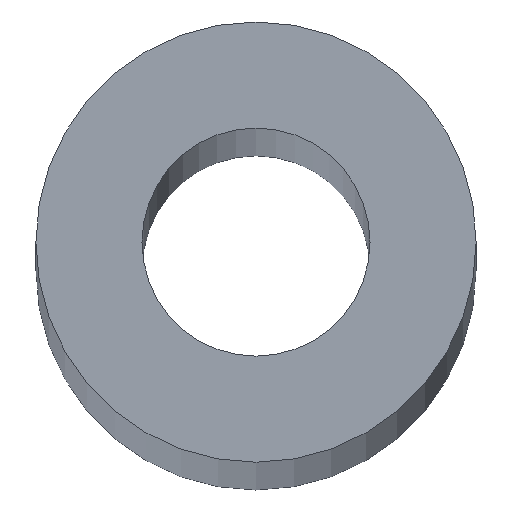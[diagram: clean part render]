
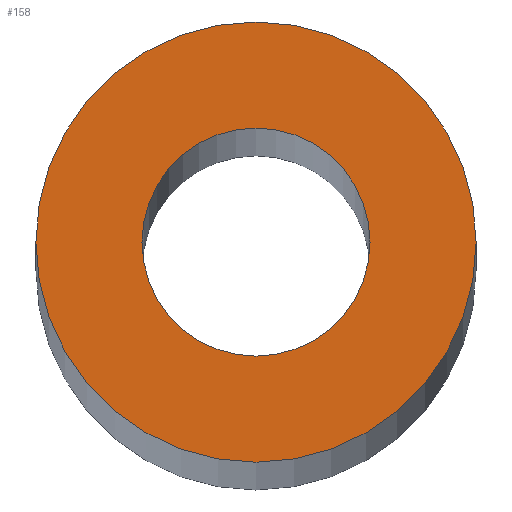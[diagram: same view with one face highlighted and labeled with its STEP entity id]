
A CAD part, top view. The second image highlights one B-rep face of the part: STEP entity #158.
In plain terms, the highlighted planar face has unit normal (0, 0, 1).
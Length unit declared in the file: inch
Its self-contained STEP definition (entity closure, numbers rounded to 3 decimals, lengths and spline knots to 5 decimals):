
#3 = CIRCLE ( 'NONE', #127, 0.249 ) ;
#10 = VERTEX_POINT ( 'NONE', #211 ) ;
#29 = DIRECTION ( 'NONE',  ( 0., 0., 1. ) ) ;
#32 = PLANE ( 'NONE',  #143 ) ;
#35 = ORIENTED_EDGE ( 'NONE', *, *, #189, .T. ) ;
#39 = ORIENTED_EDGE ( 'NONE', *, *, #173, .T. ) ;
#41 = EDGE_LOOP ( 'NONE', ( #65, #42 ) ) ;
#42 = ORIENTED_EDGE ( 'NONE', *, *, #219, .F. ) ;
#46 = DIRECTION ( 'NONE',  ( 0., 0., 1. ) ) ;
#49 = VERTEX_POINT ( 'NONE', #196 ) ;
#52 = DIRECTION ( 'NONE',  ( 1., 0., 0. ) ) ;
#57 = CARTESIAN_POINT ( 'NONE',  ( 0., 0., 9. ) ) ;
#65 = ORIENTED_EDGE ( 'NONE', *, *, #212, .F. ) ;
#70 = EDGE_LOOP ( 'NONE', ( #35, #39 ) ) ;
#71 = DIRECTION ( 'NONE',  ( 1., 0., 0. ) ) ;
#72 = VERTEX_POINT ( 'NONE', #96 ) ;
#96 = CARTESIAN_POINT ( 'NONE',  ( -0.129, 0., 9. ) ) ;
#101 = AXIS2_PLACEMENT_3D ( 'NONE', #133, #29, #154 ) ;
#109 = DIRECTION ( 'NONE',  ( 0., 0., 1. ) ) ;
#113 = CIRCLE ( 'NONE', #116, 0.129 ) ;
#116 = AXIS2_PLACEMENT_3D ( 'NONE', #153, #46, #172 ) ;
#120 = CARTESIAN_POINT ( 'NONE',  ( 0., 0., 9. ) ) ;
#127 = AXIS2_PLACEMENT_3D ( 'NONE', #57, #174, #71 ) ;
#131 = VERTEX_POINT ( 'NONE', #147 ) ;
#133 = CARTESIAN_POINT ( 'NONE',  ( 0., 0., 9. ) ) ;
#143 = AXIS2_PLACEMENT_3D ( 'NONE', #120, #157, #52 ) ;
#145 = CIRCLE ( 'NONE', #101, 0.129 ) ;
#147 = CARTESIAN_POINT ( 'NONE',  ( 0.129, 0., 9. ) ) ;
#148 = CIRCLE ( 'NONE', #150, 0.249 ) ;
#150 = AXIS2_PLACEMENT_3D ( 'NONE', #205, #109, #220 ) ;
#153 = CARTESIAN_POINT ( 'NONE',  ( 0., 0., 9. ) ) ;
#154 = DIRECTION ( 'NONE',  ( 1., 0., 0. ) ) ;
#157 = DIRECTION ( 'NONE',  ( 0., 0., 1. ) ) ;
#158 = ADVANCED_FACE ( 'NONE', ( #202, #163 ), #32, .T. ) ;
#163 = FACE_BOUND ( 'NONE', #41, .T. ) ;
#172 = DIRECTION ( 'NONE',  ( 1., 0., 0. ) ) ;
#173 = EDGE_CURVE ( 'NONE', #49, #10, #148, .T. ) ;
#174 = DIRECTION ( 'NONE',  ( 0., 0., 1. ) ) ;
#189 = EDGE_CURVE ( 'NONE', #10, #49, #3, .T. ) ;
#196 = CARTESIAN_POINT ( 'NONE',  ( 0.249, 0., 9. ) ) ;
#202 = FACE_OUTER_BOUND ( 'NONE', #70, .T. ) ;
#205 = CARTESIAN_POINT ( 'NONE',  ( 0., 0., 9. ) ) ;
#211 = CARTESIAN_POINT ( 'NONE',  ( -0.249, 0., 9. ) ) ;
#212 = EDGE_CURVE ( 'NONE', #72, #131, #113, .T. ) ;
#219 = EDGE_CURVE ( 'NONE', #131, #72, #145, .T. ) ;
#220 = DIRECTION ( 'NONE',  ( 1., 0., 0. ) ) ;
